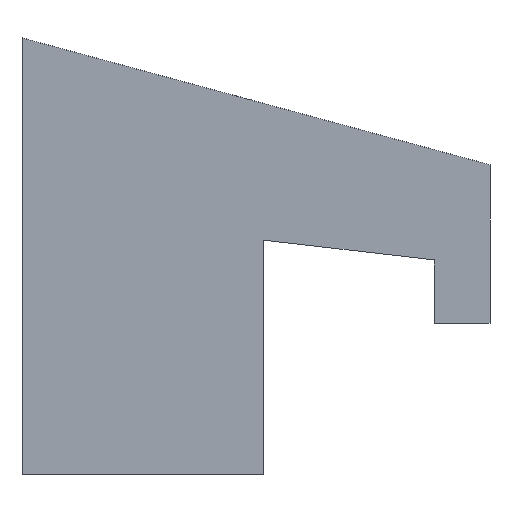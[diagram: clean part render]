
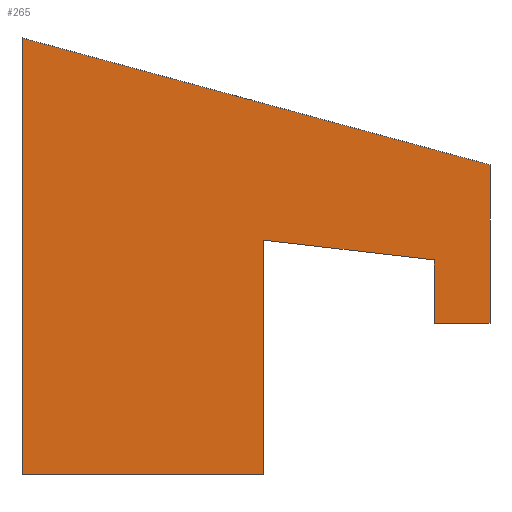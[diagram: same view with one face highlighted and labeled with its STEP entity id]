
A CAD part, left-side view. The second image highlights one B-rep face of the part: STEP entity #265.
In plain terms, the highlighted planar face has unit normal (-1, 0, 0).
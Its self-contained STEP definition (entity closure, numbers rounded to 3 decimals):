
#22 = VERTEX_POINT('',#23);
#23 = CARTESIAN_POINT('',(0.,3.4,0.));
#40 = VERTEX_POINT('',#41);
#41 = CARTESIAN_POINT('',(0.,9.5,0.));
#47 = EDGE_CURVE('',#22,#40,#48,.T.);
#48 = LINE('',#49,#50);
#49 = CARTESIAN_POINT('',(0.,3.4,0.));
#50 = VECTOR('',#51,1.);
#51 = DIRECTION('',(0.,1.,0.));
#71 = VERTEX_POINT('',#72);
#72 = CARTESIAN_POINT('',(0.,9.5,11.));
#78 = EDGE_CURVE('',#40,#71,#79,.T.);
#79 = LINE('',#80,#81);
#80 = CARTESIAN_POINT('',(0.,9.5,0.));
#81 = VECTOR('',#82,1.);
#82 = DIRECTION('',(0.,0.,1.));
#102 = VERTEX_POINT('',#103);
#103 = CARTESIAN_POINT('',(0.,-2.3,7.8));
#109 = EDGE_CURVE('',#71,#102,#110,.T.);
#110 = LINE('',#111,#112);
#111 = CARTESIAN_POINT('',(0.,9.5,11.));
#112 = VECTOR('',#113,1.);
#113 = DIRECTION('',(0.,-0.965,-0.262));
#133 = VERTEX_POINT('',#134);
#134 = CARTESIAN_POINT('',(0.,-2.3,3.8));
#140 = EDGE_CURVE('',#102,#133,#141,.T.);
#141 = LINE('',#142,#143);
#142 = CARTESIAN_POINT('',(0.,-2.3,7.8));
#143 = VECTOR('',#144,1.);
#144 = DIRECTION('',(0.,0.,-1.));
#164 = VERTEX_POINT('',#165);
#165 = CARTESIAN_POINT('',(0.,-0.89,3.8));
#171 = EDGE_CURVE('',#133,#164,#172,.T.);
#172 = LINE('',#173,#174);
#173 = CARTESIAN_POINT('',(0.,-2.3,3.8));
#174 = VECTOR('',#175,1.);
#175 = DIRECTION('',(0.,1.,0.));
#195 = VERTEX_POINT('',#196);
#196 = CARTESIAN_POINT('',(0.,-0.89,5.4));
#202 = EDGE_CURVE('',#164,#195,#203,.T.);
#203 = LINE('',#204,#205);
#204 = CARTESIAN_POINT('',(0.,-0.89,3.8));
#205 = VECTOR('',#206,1.);
#206 = DIRECTION('',(0.,0.,1.));
#226 = VERTEX_POINT('',#227);
#227 = CARTESIAN_POINT('',(0.,3.4,5.9));
#233 = EDGE_CURVE('',#195,#226,#234,.T.);
#234 = LINE('',#235,#236);
#235 = CARTESIAN_POINT('',(0.,-0.89,5.4));
#236 = VECTOR('',#237,1.);
#237 = DIRECTION('',(0.,0.993,0.116));
#255 = EDGE_CURVE('',#226,#22,#256,.T.);
#256 = LINE('',#257,#258);
#257 = CARTESIAN_POINT('',(0.,3.4,5.9));
#258 = VECTOR('',#259,1.);
#259 = DIRECTION('',(0.,0.,-1.));
#265 = ADVANCED_FACE('',(#266),#276,.F.);
#266 = FACE_BOUND('',#267,.F.);
#267 = EDGE_LOOP('',(#268,#269,#270,#271,#272,#273,#274,#275));
#268 = ORIENTED_EDGE('',*,*,#47,.T.);
#269 = ORIENTED_EDGE('',*,*,#78,.T.);
#270 = ORIENTED_EDGE('',*,*,#109,.T.);
#271 = ORIENTED_EDGE('',*,*,#140,.T.);
#272 = ORIENTED_EDGE('',*,*,#171,.T.);
#273 = ORIENTED_EDGE('',*,*,#202,.T.);
#274 = ORIENTED_EDGE('',*,*,#233,.T.);
#275 = ORIENTED_EDGE('',*,*,#255,.T.);
#276 = PLANE('',#277);
#277 = AXIS2_PLACEMENT_3D('',#278,#279,#280);
#278 = CARTESIAN_POINT('',(0.,4.306,5.438));
#279 = DIRECTION('',(1.,0.,0.));
#280 = DIRECTION('',(0.,0.,1.));
